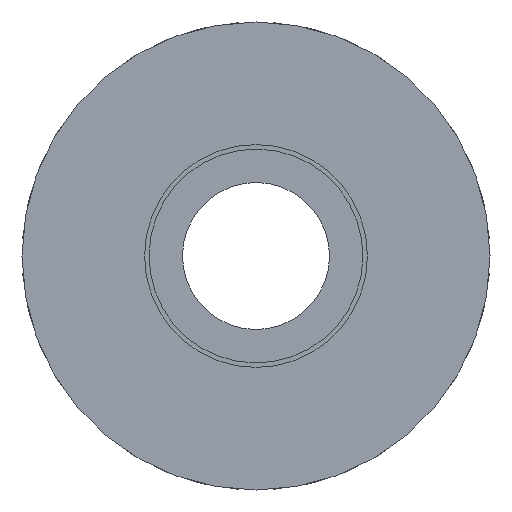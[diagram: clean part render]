
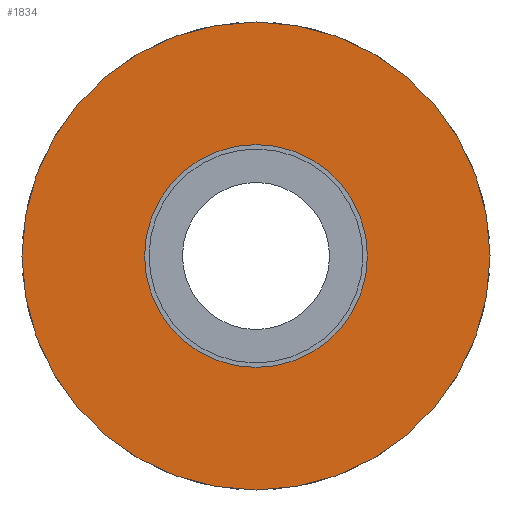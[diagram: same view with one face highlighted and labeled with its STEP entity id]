
A CAD part, front view. The second image highlights one B-rep face of the part: STEP entity #1834.
In plain terms, the highlighted planar face has unit normal (0, -1, 0).
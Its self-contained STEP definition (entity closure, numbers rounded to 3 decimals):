
#7 = EDGE_CURVE ( 'NONE', #875, #1595, #388, .T. ) ;
#14 = DIRECTION ( 'NONE',  ( 0., 1., 0. ) ) ;
#40 = CARTESIAN_POINT ( 'NONE',  ( 0., -88.035, 0. ) ) ;
#51 = DIRECTION ( 'NONE',  ( -1., 0., 0. ) ) ;
#188 = AXIS2_PLACEMENT_3D ( 'NONE', #1797, #14, #1286 ) ;
#199 = CARTESIAN_POINT ( 'NONE',  ( 0., -88.035, 0. ) ) ;
#214 = ORIENTED_EDGE ( 'NONE', *, *, #372, .F. ) ;
#247 = CARTESIAN_POINT ( 'NONE',  ( 25., -88.035, 0. ) ) ;
#256 = FACE_BOUND ( 'NONE', #655, .T. ) ;
#372 = EDGE_CURVE ( 'NONE', #1595, #875, #509, .T. ) ;
#388 = CIRCLE ( 'NONE', #188, 52.5 ) ;
#509 = CIRCLE ( 'NONE', #603, 52.5 ) ;
#524 = ORIENTED_EDGE ( 'NONE', *, *, #1984, .T. ) ;
#603 = AXIS2_PLACEMENT_3D ( 'NONE', #199, #1979, #1330 ) ;
#655 = EDGE_LOOP ( 'NONE', ( #1906, #524 ) ) ;
#699 = PLANE ( 'NONE',  #1547 ) ;
#820 = DIRECTION ( 'NONE',  ( -1., 0., 0. ) ) ;
#835 = DIRECTION ( 'NONE',  ( 0., 1., 0. ) ) ;
#837 = EDGE_LOOP ( 'NONE', ( #1335, #214 ) ) ;
#856 = DIRECTION ( 'NONE',  ( -1., 0., 0. ) ) ;
#875 = VERTEX_POINT ( 'NONE', #1263 ) ;
#1176 = VERTEX_POINT ( 'NONE', #2029 ) ;
#1193 = AXIS2_PLACEMENT_3D ( 'NONE', #1656, #835, #51 ) ;
#1263 = CARTESIAN_POINT ( 'NONE',  ( -52.5, -88.035, 0. ) ) ;
#1286 = DIRECTION ( 'NONE',  ( -1., 0., 0. ) ) ;
#1303 = CARTESIAN_POINT ( 'NONE',  ( 52.5, -88.035, 0. ) ) ;
#1330 = DIRECTION ( 'NONE',  ( -1., 0., 0. ) ) ;
#1335 = ORIENTED_EDGE ( 'NONE', *, *, #7, .F. ) ;
#1350 = AXIS2_PLACEMENT_3D ( 'NONE', #40, #1807, #820 ) ;
#1356 = DIRECTION ( 'NONE',  ( 0., 1., 0. ) ) ;
#1547 = AXIS2_PLACEMENT_3D ( 'NONE', #247, #1356, #856 ) ;
#1579 = VERTEX_POINT ( 'NONE', #1929 ) ;
#1595 = VERTEX_POINT ( 'NONE', #1303 ) ;
#1642 = EDGE_CURVE ( 'NONE', #1579, #1176, #1791, .T. ) ;
#1656 = CARTESIAN_POINT ( 'NONE',  ( 0., -88.035, 0. ) ) ;
#1791 = CIRCLE ( 'NONE', #1350, 25. ) ;
#1797 = CARTESIAN_POINT ( 'NONE',  ( 0., -88.035, 0. ) ) ;
#1807 = DIRECTION ( 'NONE',  ( 0., 1., 0. ) ) ;
#1834 = ADVANCED_FACE ( 'NONE', ( #2045, #256 ), #699, .F. ) ;
#1906 = ORIENTED_EDGE ( 'NONE', *, *, #1642, .T. ) ;
#1929 = CARTESIAN_POINT ( 'NONE',  ( -25., -88.035, 0. ) ) ;
#1970 = CIRCLE ( 'NONE', #1193, 25. ) ;
#1979 = DIRECTION ( 'NONE',  ( 0., 1., 0. ) ) ;
#1984 = EDGE_CURVE ( 'NONE', #1176, #1579, #1970, .T. ) ;
#2029 = CARTESIAN_POINT ( 'NONE',  ( 25., -88.035, 0. ) ) ;
#2045 = FACE_OUTER_BOUND ( 'NONE', #837, .T. ) ;
